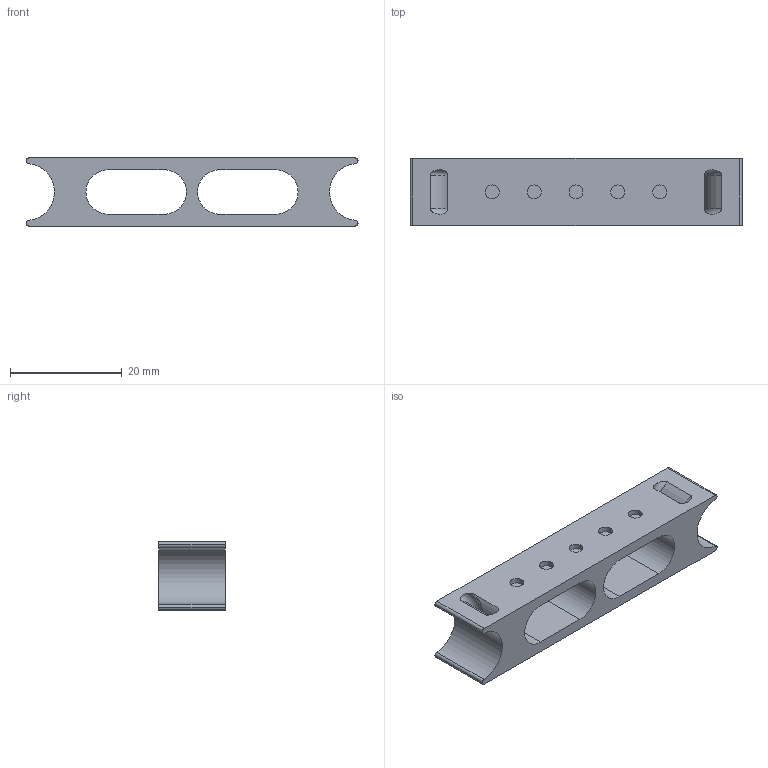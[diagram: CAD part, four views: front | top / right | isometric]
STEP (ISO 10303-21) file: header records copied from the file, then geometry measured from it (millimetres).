
FILE_DESCRIPTION(/* description */ (''),/* implementation_level */ '2;1');
FILE_NAME(/* name */ 'devFrame Cross Mount.step',/* time_stamp */ '2020-01-28T19:26:51-06:00',/* author */ (''),/* organization */ (''),/* preprocessor_version */ 'ST-DEVELOPER v18',/* originating_system */ 'Autodesk Translation Framework v8.12.0.6',/* authorisation */ '');
FILE_SCHEMA (('AUTOMOTIVE_DESIGN { 1 0 10303 214 3 1 1 }'));
Length unit declared in the file: millimetre
Products named in the file (1): devFrame Cross Mount HD
Bounding box: 59.5 x 12 x 12.2 mm (x, y, z)
Volume: 4129.9 mm3; surface area: 4186.4 mm2
Topology: 1 solids, 1 shells, 54 faces, 134 edges, 92 vertices
Faces by surface type: cylinder 28, plane 22, torus 4
Full cylindrical faces by diameter (mm): 2.5 x10
Entity records: 1815 total; most frequent: CARTESIAN_POINT 441, DIRECTION 284, ORIENTED_EDGE 268, EDGE_CURVE 134, AXIS2_PLACEMENT_3D 111, VERTEX_POINT 92, EDGE_LOOP 72, LINE 62
